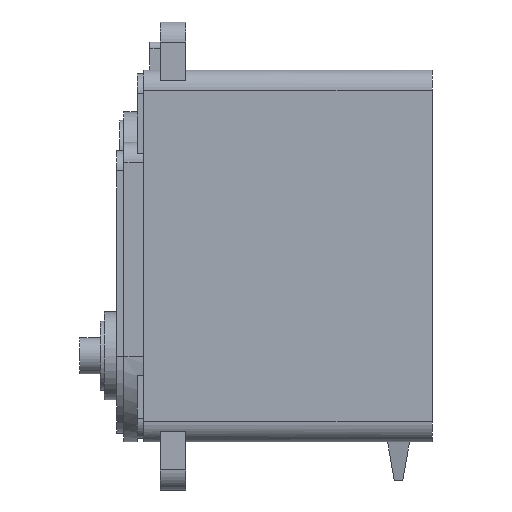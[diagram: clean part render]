
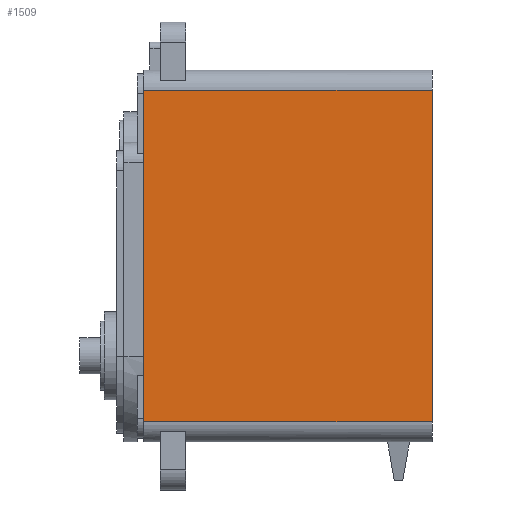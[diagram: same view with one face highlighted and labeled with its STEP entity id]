
A CAD part, left-side view. The second image highlights one B-rep face of the part: STEP entity #1509.
In plain terms, the highlighted planar face has unit normal (-1, 0, 0).
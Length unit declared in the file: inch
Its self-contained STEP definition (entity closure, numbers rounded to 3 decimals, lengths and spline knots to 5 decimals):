
#201=FACE_OUTER_BOUND($,#291,.T.);
#291=EDGE_LOOP($,(#1370,#1371,#1372,#1373));
#307=LINE($,#2159,#455);
#323=LINE($,#2217,#471);
#405=LINE($,#2441,#553);
#411=LINE($,#2458,#559);
#455=VECTOR($,#1709,2.059);
#471=VECTOR($,#1759,2.059);
#553=VECTOR($,#1983,1.792);
#559=VECTOR($,#2003,1.792);
#608=VERTEX_POINT($,#2155);
#610=VERTEX_POINT($,#2158);
#629=VERTEX_POINT($,#2203);
#635=VERTEX_POINT($,#2215);
#757=EDGE_CURVE($,#608,#610,#307,.T.);
#787=EDGE_CURVE($,#629,#635,#323,.T.);
#897=EDGE_CURVE($,#629,#608,#405,.T.);
#906=EDGE_CURVE($,#610,#635,#411,.T.);
#1370=ORIENTED_EDGE($,*,*,#897,.F.);
#1371=ORIENTED_EDGE($,*,*,#787,.T.);
#1372=ORIENTED_EDGE($,*,*,#906,.F.);
#1373=ORIENTED_EDGE($,*,*,#757,.F.);
#1428=PLANE($,#1659);
#1509=ADVANCED_FACE($,(#201),#1428,.F.);
#1659=AXIS2_PLACEMENT_3D($,#2543,#2102,#2103);
#1709=DIRECTION($,(0.,0.,-1.));
#1759=DIRECTION($,(0.,0.,-1.));
#1983=DIRECTION($,(0.,-1.,0.));
#2003=DIRECTION($,(0.,1.,0.));
#2102=DIRECTION('center_axis',(1.,0.,0.));
#2103=DIRECTION('ref_axis',(0.,0.,-1.));
#2155=CARTESIAN_POINT('',(0.,-1.1021,0.68912));
#2158=CARTESIAN_POINT('',(0.,-1.1021,-1.36988));
#2159=CARTESIAN_POINT($,(0.,-1.1021,0.81412));
#2203=CARTESIAN_POINT('',(0.,0.6899,0.68912));
#2215=CARTESIAN_POINT('',(0.,0.6899,-1.36988));
#2217=CARTESIAN_POINT($,(0.,0.6899,-0.91195));
#2441=CARTESIAN_POINT($,(0.,0.2719,0.68912));
#2458=CARTESIAN_POINT($,(0.,-0.6441,-1.36988));
#2543=CARTESIAN_POINT('Origin',(0.,-0.1861,-0.34038));
